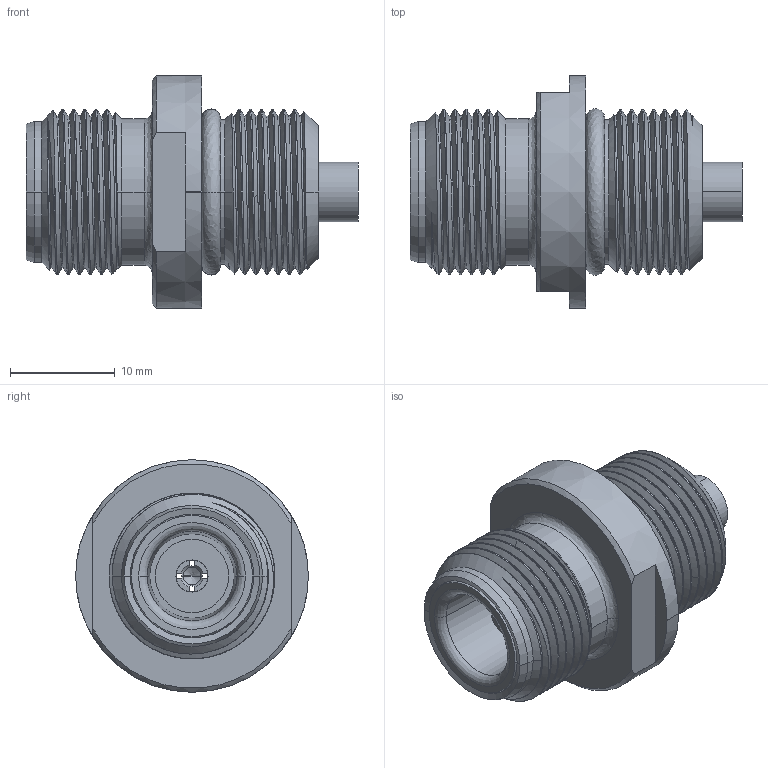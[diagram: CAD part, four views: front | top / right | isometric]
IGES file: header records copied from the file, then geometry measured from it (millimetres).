
Start section:  PTC IGES file: APH-NJ-MCXJ.igs
Global section: file name: APH-NJ-MCXJ.igs; native system: Pro/ENGINEER by Parametric Technology Corporation; preprocessor: 2010280; author: M.GOPI; organization: Unknown; date: 20120612.111935; units: millimetre
Bounding box: 31.72 x 22.23 x 22.23 mm (x, y, z)
Surface area: 3297.1 mm2 (no closed solid volume)
Topology: 0 solids, 0 shells, 119 faces, 594 edges, 592 vertices
Faces by surface type: revolution 84, bspline 35
